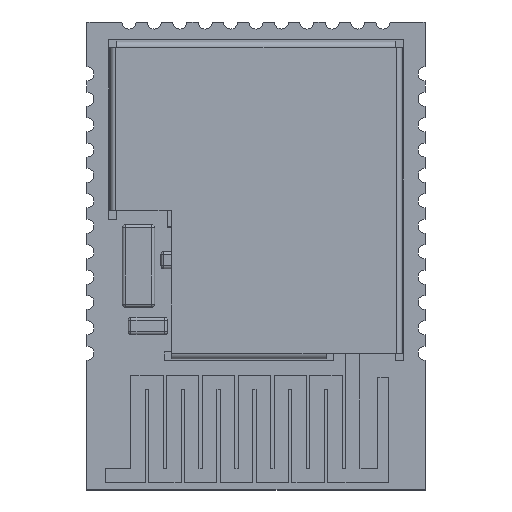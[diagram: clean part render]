
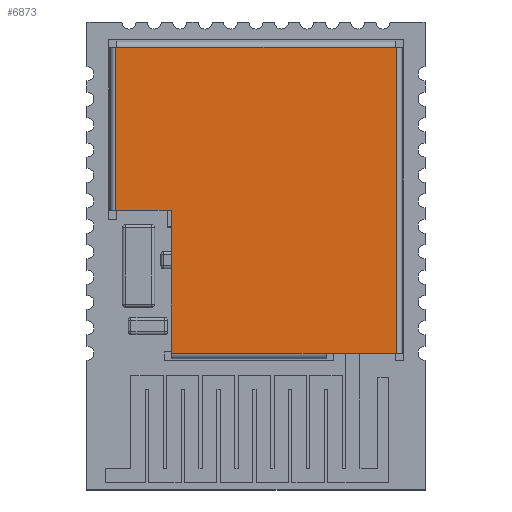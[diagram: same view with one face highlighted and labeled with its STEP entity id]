
A CAD part, top view. The second image highlights one B-rep face of the part: STEP entity #6873.
In plain terms, the highlighted face is planar.
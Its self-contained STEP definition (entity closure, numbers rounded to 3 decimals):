
#474=PLANE('',#7463);
#1864=ORIENTED_EDGE('',*,*,#2917,.F.);
#1865=ORIENTED_EDGE('',*,*,#2920,.F.);
#1866=ORIENTED_EDGE('',*,*,#2912,.T.);
#1867=ORIENTED_EDGE('',*,*,#2908,.F.);
#1868=ORIENTED_EDGE('',*,*,#2894,.T.);
#1869=ORIENTED_EDGE('',*,*,#2891,.F.);
#1870=ORIENTED_EDGE('',*,*,#2888,.F.);
#1871=ORIENTED_EDGE('',*,*,#2876,.T.);
#1872=ORIENTED_EDGE('',*,*,#2873,.F.);
#1873=ORIENTED_EDGE('',*,*,#2919,.F.);
#2873=EDGE_CURVE('',#3493,#3494,#4034,.T.);
#2876=EDGE_CURVE('',#3496,#3494,#4037,.T.);
#2888=EDGE_CURVE('',#3496,#3501,#4048,.T.);
#2891=EDGE_CURVE('',#3501,#3502,#4050,.T.);
#2894=EDGE_CURVE('',#3504,#3502,#4053,.T.);
#2908=EDGE_CURVE('',#3504,#3513,#4066,.T.);
#2912=EDGE_CURVE('',#3479,#3513,#4069,.T.);
#2917=EDGE_CURVE('',#3515,#3516,#4074,.T.);
#2919=EDGE_CURVE('',#3516,#3493,#4075,.T.);
#2920=EDGE_CURVE('',#3479,#3515,#4076,.T.);
#3479=VERTEX_POINT('',#10418);
#3493=VERTEX_POINT('',#10458);
#3494=VERTEX_POINT('',#10462);
#3496=VERTEX_POINT('',#10468);
#3501=VERTEX_POINT('',#10491);
#3502=VERTEX_POINT('',#10497);
#3504=VERTEX_POINT('',#10503);
#3513=VERTEX_POINT('',#10531);
#3515=VERTEX_POINT('',#10546);
#3516=VERTEX_POINT('',#10548);
#4034=LINE('',#10461,#4656);
#4037=LINE('',#10467,#4659);
#4048=LINE('',#10490,#4670);
#4050=LINE('',#10496,#4672);
#4053=LINE('',#10502,#4675);
#4066=LINE('',#10530,#4688);
#4069=LINE('',#10538,#4691);
#4074=LINE('',#10547,#4696);
#4075=LINE('',#10551,#4697);
#4076=LINE('',#10553,#4698);
#4656=VECTOR('',#8783,1000.);
#4659=VECTOR('',#8788,1000.);
#4670=VECTOR('',#8813,1000.);
#4672=VECTOR('',#8821,1000.);
#4675=VECTOR('',#8826,1000.);
#4688=VECTOR('',#8851,1000.);
#4691=VECTOR('',#8862,1000.);
#4696=VECTOR('',#8871,1000.);
#4697=VECTOR('',#8876,1000.);
#4698=VECTOR('',#8879,1000.);
#5149=EDGE_LOOP('',(#1864,#1865,#1866,#1867,#1868,#1869,#1870,#1871,#1872,
#1873));
#5472=FACE_BOUND('',#5149,.T.);
#6873=ADVANCED_FACE('',(#5472),#474,.T.);
#7463=AXIS2_PLACEMENT_3D('',#10552,#8877,#8878);
#8783=DIRECTION('',(-1.,0.,0.));
#8788=DIRECTION('',(0.,0.,-1.));
#8813=DIRECTION('',(-1.,0.,0.));
#8821=DIRECTION('',(0.,0.,-1.));
#8826=DIRECTION('',(1.,0.,0.));
#8851=DIRECTION('',(0.,0.,-1.));
#8862=DIRECTION('',(-1.,0.,0.));
#8871=DIRECTION('',(1.,0.,0.));
#8876=DIRECTION('',(0.,0.,1.));
#8877=DIRECTION('',(0.,1.,0.));
#8878=DIRECTION('',(1.,0.,0.));
#8879=DIRECTION('',(1.,0.,0.));
#10418=CARTESIAN_POINT('',(0.25,0.2,-11.07));
#10458=CARTESIAN_POINT('',(10.18,0.2,-0.207));
#10461=CARTESIAN_POINT('',(10.18,0.2,-0.207));
#10462=CARTESIAN_POINT('',(7.68,0.2,-0.207));
#10467=CARTESIAN_POINT('',(7.68,0.2,-0.2));
#10468=CARTESIAN_POINT('',(7.68,0.2,-0.2));
#10490=CARTESIAN_POINT('',(7.68,0.2,-0.2));
#10491=CARTESIAN_POINT('',(2.18,0.2,-0.2));
#10496=CARTESIAN_POINT('',(2.18,0.2,-0.2));
#10497=CARTESIAN_POINT('',(2.18,0.2,-5.27));
#10502=CARTESIAN_POINT('',(0.2,0.2,-5.27));
#10503=CARTESIAN_POINT('',(0.2,0.2,-5.27));
#10530=CARTESIAN_POINT('',(0.2,0.2,-5.27));
#10531=CARTESIAN_POINT('',(0.2,0.2,-11.07));
#10538=CARTESIAN_POINT('',(0.25,0.2,-11.07));
#10546=CARTESIAN_POINT('',(10.13,0.2,-11.07));
#10547=CARTESIAN_POINT('',(10.13,0.2,-11.07));
#10548=CARTESIAN_POINT('',(10.18,0.2,-11.07));
#10551=CARTESIAN_POINT('',(10.18,0.2,-11.07));
#10552=CARTESIAN_POINT('',(0.,0.2,0.));
#10553=CARTESIAN_POINT('',(0.25,0.2,-11.07));
